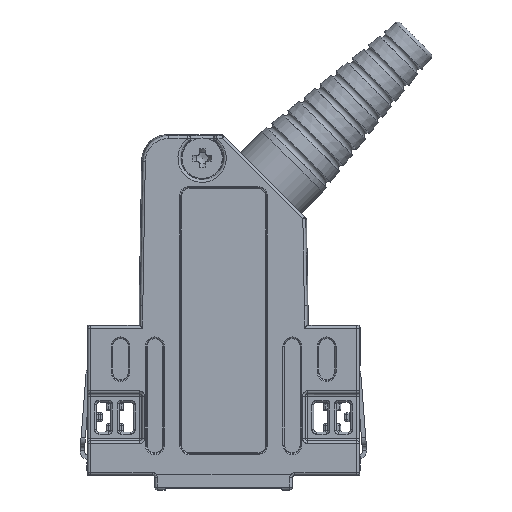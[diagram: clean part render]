
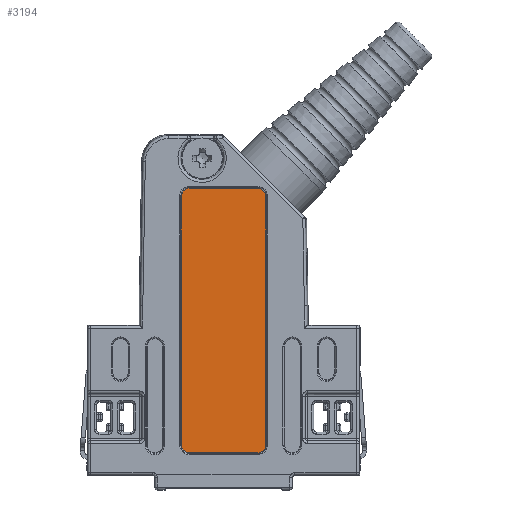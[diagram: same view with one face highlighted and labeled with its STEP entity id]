
A CAD part, top view. The second image highlights one B-rep face of the part: STEP entity #3194.
In plain terms, the highlighted face is planar.
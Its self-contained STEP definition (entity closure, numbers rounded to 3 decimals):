
#3194=ADVANCED_FACE('',(#5790),#4361,.F.);
#4361=PLANE('',#35665);
#5790=FACE_OUTER_BOUND('',#7820,.T.);
#7820=EDGE_LOOP('',(#21880,#21881,#21882,#21883,#21884,#21885,#21886,#21887));
#10584=ELLIPSE('',#35661,0.9,0.9);
#10585=ELLIPSE('',#35662,0.9,0.9);
#10586=ELLIPSE('',#35663,0.9,0.9);
#10587=ELLIPSE('',#35664,0.9,0.9);
#12674=LINE('',#60997,#14993);
#12675=LINE('',#61002,#14994);
#12676=LINE('',#61006,#14995);
#12677=LINE('',#61010,#14996);
#14993=VECTOR('',#43978,1.);
#14994=VECTOR('',#43981,1.);
#14995=VECTOR('',#43984,1.);
#14996=VECTOR('',#43987,1.);
#21880=ORIENTED_EDGE('',*,*,#31569,.T.);
#21881=ORIENTED_EDGE('',*,*,#31570,.T.);
#21882=ORIENTED_EDGE('',*,*,#31571,.T.);
#21883=ORIENTED_EDGE('',*,*,#31572,.T.);
#21884=ORIENTED_EDGE('',*,*,#31573,.T.);
#21885=ORIENTED_EDGE('',*,*,#31574,.T.);
#21886=ORIENTED_EDGE('',*,*,#31575,.T.);
#21887=ORIENTED_EDGE('',*,*,#31576,.T.);
#27415=VERTEX_POINT('',#60998);
#27416=VERTEX_POINT('',#60999);
#27417=VERTEX_POINT('',#61001);
#27418=VERTEX_POINT('',#61003);
#27419=VERTEX_POINT('',#61005);
#27420=VERTEX_POINT('',#61007);
#27421=VERTEX_POINT('',#61009);
#27422=VERTEX_POINT('',#61011);
#31569=EDGE_CURVE('',#27415,#27416,#12674,.T.);
#31570=EDGE_CURVE('',#27416,#27417,#10584,.T.);
#31571=EDGE_CURVE('',#27417,#27418,#12675,.T.);
#31572=EDGE_CURVE('',#27418,#27419,#10585,.T.);
#31573=EDGE_CURVE('',#27419,#27420,#12676,.T.);
#31574=EDGE_CURVE('',#27420,#27421,#10586,.T.);
#31575=EDGE_CURVE('',#27421,#27422,#12677,.T.);
#31576=EDGE_CURVE('',#27422,#27415,#10587,.T.);
#35661=AXIS2_PLACEMENT_3D('',#61000,#43979,#43980);
#35662=AXIS2_PLACEMENT_3D('',#61004,#43982,#43983);
#35663=AXIS2_PLACEMENT_3D('',#61008,#43985,#43986);
#35664=AXIS2_PLACEMENT_3D('',#61012,#43988,#43989);
#35665=AXIS2_PLACEMENT_3D('',#61013,#43990,#43991);
#43978=DIRECTION('',(0.,-1.,0.));
#43979=DIRECTION('',(0.,0.,-1.));
#43980=DIRECTION('',(0.707,-0.707,0.));
#43981=DIRECTION('',(-1.,0.,0.));
#43982=DIRECTION('',(0.,0.,-1.));
#43983=DIRECTION('',(-0.707,-0.707,0.));
#43984=DIRECTION('',(0.,1.,0.));
#43985=DIRECTION('',(0.,0.,-1.));
#43986=DIRECTION('',(-0.707,0.707,0.));
#43987=DIRECTION('',(1.,0.,0.));
#43988=DIRECTION('',(0.,0.,-1.));
#43989=DIRECTION('',(0.707,0.707,0.));
#43990=DIRECTION('',(0.,0.,1.));
#43991=DIRECTION('',(1.,0.,0.));
#60997=CARTESIAN_POINT('',(4.898,0.,0.2));
#60998=CARTESIAN_POINT('',(4.898,-7.002,0.2));
#60999=CARTESIAN_POINT('',(4.898,-35.998,0.2));
#61000=CARTESIAN_POINT('',(3.998,-35.998,0.2));
#61001=CARTESIAN_POINT('',(3.998,-36.898,0.2));
#61002=CARTESIAN_POINT('',(0.,-36.898,0.2));
#61003=CARTESIAN_POINT('',(-3.998,-36.898,0.2));
#61004=CARTESIAN_POINT('',(-3.998,-35.998,0.2));
#61005=CARTESIAN_POINT('',(-4.898,-35.998,0.2));
#61006=CARTESIAN_POINT('',(-4.898,0.,0.2));
#61007=CARTESIAN_POINT('',(-4.898,-7.002,0.2));
#61008=CARTESIAN_POINT('',(-3.998,-7.002,0.2));
#61009=CARTESIAN_POINT('',(-3.998,-6.102,0.2));
#61010=CARTESIAN_POINT('',(0.,-6.102,0.2));
#61011=CARTESIAN_POINT('',(3.998,-6.102,0.2));
#61012=CARTESIAN_POINT('',(3.998,-7.002,0.2));
#61013=CARTESIAN_POINT('',(0.,0.,0.2));
